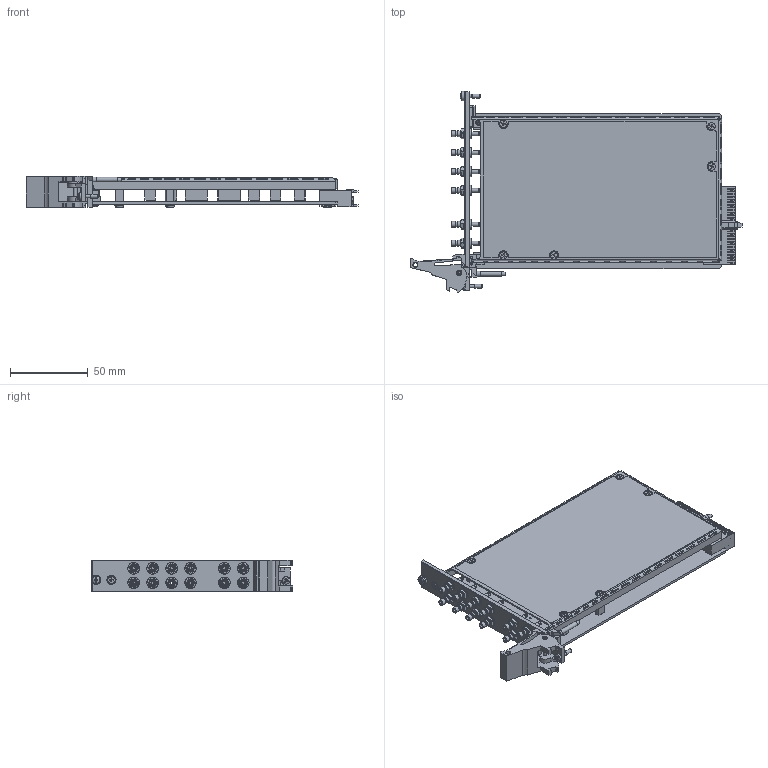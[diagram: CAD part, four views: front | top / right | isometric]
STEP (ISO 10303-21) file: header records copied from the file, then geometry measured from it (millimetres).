
FILE_DESCRIPTION (( 'STEP AP214' ), '1' );
FILE_NAME ('40-750-511 PXI 8x2 RF Matrix SMB.STEP', '2013-09-05T15:35:58', ( 'admin' ), ( '' ), 'SwSTEP 2.0', 'SolidWorks 2012', '' );
FILE_SCHEMA (( 'AUTOMOTIVE_DESIGN' ));
Length unit declared in the file: millimetre
Products named in the file (1): 40-750-511 PXI 8x2 RF Matrix SMB
Bounding box: 214.01 x 129.67 x 20 mm (x, y, z)
Surface area: 105844.1 mm2 (no closed solid volume)
Topology: 0 solids, 299 shells, 2506 faces, 8827 edges, 6331 vertices
Faces by surface type: plane 1524, cylinder 704, cone 122, bspline 98, torus 33, sphere 25
Full cylindrical faces by diameter (mm): 0.6 x110, 0.75 x48, 0.813 x12, 1.496 x1, 1.6 x12, 2 x24, 2.2 x12, 2.5 x3, 2.6 x13, 2.7 x1, 2.8 x1, 3 x3, 3.291 x12, 3.7 x24, 4.7 x6, 5 x4, 5.3 x1, 5.5 x1, 5.9 x1, 6 x6, 6.5 x12, 6.8 x5, 7.5 x12
Entity records: 126494 total; most frequent: CARTESIAN_POINT 27364, DIRECTION 14306, ORIENTED_EDGE 12100, EDGE_CURVE 8178, VERTEX_POINT 6151, LINE 5454, VECTOR 5454, AXIS2_PLACEMENT_3D 4426
